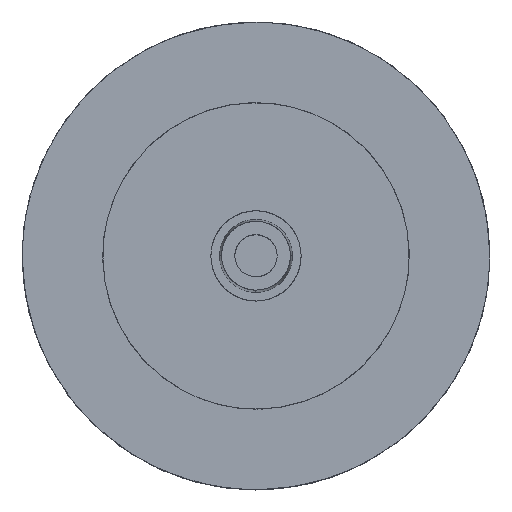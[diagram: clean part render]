
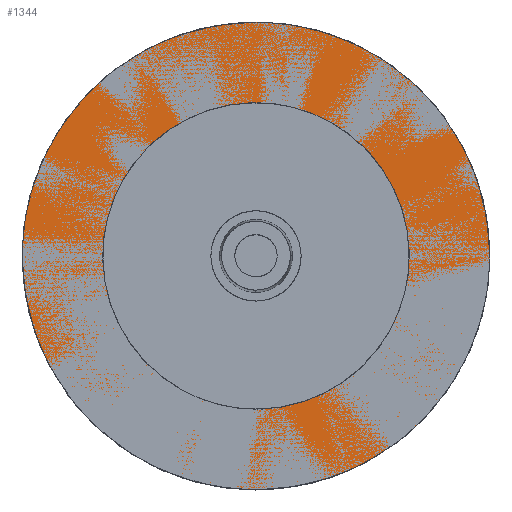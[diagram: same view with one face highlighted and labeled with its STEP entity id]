
A CAD part, top view. The second image highlights one B-rep face of the part: STEP entity #1344.
In plain terms, the highlighted free-form (B-spline) face has degree [1, 1] with [2, 2] control points.
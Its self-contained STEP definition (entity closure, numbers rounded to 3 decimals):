
#1141 = VERTEX_POINT('',#1142);
#1142 = CARTESIAN_POINT('',(12.843,0.,
    4.998));
#1149 = VERTEX_POINT('',#1150);
#1150 = CARTESIAN_POINT('',(-12.843,0.,4.998));
#1155 = EDGE_CURVE('',#1149,#1141,#1156,.T.);
#1156 = ( BOUNDED_CURVE() B_SPLINE_CURVE(2,(#1157,#1158,#1159,#1160,
#1161),.UNSPECIFIED.,.F.,.F.) B_SPLINE_CURVE_WITH_KNOTS((3,2,3),(
    3.142,4.712,6.283),
.PIECEWISE_BEZIER_KNOTS.) CURVE() GEOMETRIC_REPRESENTATION_ITEM() 
RATIONAL_B_SPLINE_CURVE((1.,0.707,1.,0.707,1.)) 
REPRESENTATION_ITEM('') );
#1157 = CARTESIAN_POINT('',(-12.843,0.,
    4.998));
#1158 = CARTESIAN_POINT('',(-12.843,-12.843,
    4.998));
#1159 = CARTESIAN_POINT('',(0.,-12.843,
    4.998));
#1160 = CARTESIAN_POINT('',(12.843,-12.843,
    4.998));
#1161 = CARTESIAN_POINT('',(12.843,0.,
    4.998));
#1344 = ADVANCED_FACE('',(#1345,#1356),#1378,.T.);
#1345 = FACE_BOUND('',#1346,.T.);
#1346 = EDGE_LOOP('',(#1347,#1348));
#1347 = ORIENTED_EDGE('',*,*,#1155,.F.);
#1348 = ORIENTED_EDGE('',*,*,#1349,.F.);
#1349 = EDGE_CURVE('',#1141,#1149,#1350,.T.);
#1350 = ( BOUNDED_CURVE() B_SPLINE_CURVE(2,(#1351,#1352,#1353,#1354,
#1355),.UNSPECIFIED.,.F.,.F.) B_SPLINE_CURVE_WITH_KNOTS((3,2,3),(0.,
1.571,3.142),.PIECEWISE_BEZIER_KNOTS.) CURVE() 
GEOMETRIC_REPRESENTATION_ITEM() RATIONAL_B_SPLINE_CURVE((1.,
0.707,1.,0.707,1.)) REPRESENTATION_ITEM('') );
#1351 = CARTESIAN_POINT('',(12.843,0.,4.998));
#1352 = CARTESIAN_POINT('',(12.843,12.843,4.998
    ));
#1353 = CARTESIAN_POINT('',(0.,12.843,
    4.998));
#1354 = CARTESIAN_POINT('',(-12.843,12.843,
    4.998));
#1355 = CARTESIAN_POINT('',(-12.843,0.,
    4.998));
#1356 = FACE_BOUND('',#1357,.T.);
#1357 = EDGE_LOOP('',(#1358,#1370));
#1358 = ORIENTED_EDGE('',*,*,#1359,.T.);
#1359 = EDGE_CURVE('',#1360,#1362,#1364,.T.);
#1360 = VERTEX_POINT('',#1361);
#1361 = CARTESIAN_POINT('',(-19.611,0.,4.998));
#1362 = VERTEX_POINT('',#1363);
#1363 = CARTESIAN_POINT('',(19.611,0.,
    4.998));
#1364 = ( BOUNDED_CURVE() B_SPLINE_CURVE(2,(#1365,#1366,#1367,#1368,
#1369),.UNSPECIFIED.,.F.,.F.) B_SPLINE_CURVE_WITH_KNOTS((3,2,3),(
    3.142,4.712,6.283),
.PIECEWISE_BEZIER_KNOTS.) CURVE() GEOMETRIC_REPRESENTATION_ITEM() 
RATIONAL_B_SPLINE_CURVE((1.,0.707,1.,0.707,1.)) 
REPRESENTATION_ITEM('') );
#1365 = CARTESIAN_POINT('',(-19.611,0.,
    4.998));
#1366 = CARTESIAN_POINT('',(-19.611,-19.611,
    4.998));
#1367 = CARTESIAN_POINT('',(0.,-19.611,
    4.998));
#1368 = CARTESIAN_POINT('',(19.611,-19.611,
    4.998));
#1369 = CARTESIAN_POINT('',(19.611,0.,
    4.998));
#1370 = ORIENTED_EDGE('',*,*,#1371,.T.);
#1371 = EDGE_CURVE('',#1362,#1360,#1372,.T.);
#1372 = ( BOUNDED_CURVE() B_SPLINE_CURVE(2,(#1373,#1374,#1375,#1376,
#1377),.UNSPECIFIED.,.F.,.F.) B_SPLINE_CURVE_WITH_KNOTS((3,2,3),(0.,
1.571,3.142),.PIECEWISE_BEZIER_KNOTS.) CURVE() 
GEOMETRIC_REPRESENTATION_ITEM() RATIONAL_B_SPLINE_CURVE((1.,
0.707,1.,0.707,1.)) REPRESENTATION_ITEM('') );
#1373 = CARTESIAN_POINT('',(19.611,0.,4.998));
#1374 = CARTESIAN_POINT('',(19.611,19.611,
    4.998));
#1375 = CARTESIAN_POINT('',(0.,19.611,
    4.998));
#1376 = CARTESIAN_POINT('',(-19.611,19.611,
    4.998));
#1377 = CARTESIAN_POINT('',(-19.611,0.,
    4.998));
#1378 = B_SPLINE_SURFACE_WITH_KNOTS('',1,1,(
    (#1379,#1380)
    ,(#1381,#1382
    )),.UNSPECIFIED.,.F.,.F.,.F.,(2,2),(2,2),(-14.125,14.125),(-14.125,
    14.125),.PIECEWISE_BEZIER_KNOTS.);
#1379 = CARTESIAN_POINT('',(-19.611,-19.611,
    4.998));
#1380 = CARTESIAN_POINT('',(-19.611,19.611,
    4.998));
#1381 = CARTESIAN_POINT('',(19.611,-19.611,
    4.998));
#1382 = CARTESIAN_POINT('',(19.611,19.611,
    4.998));
